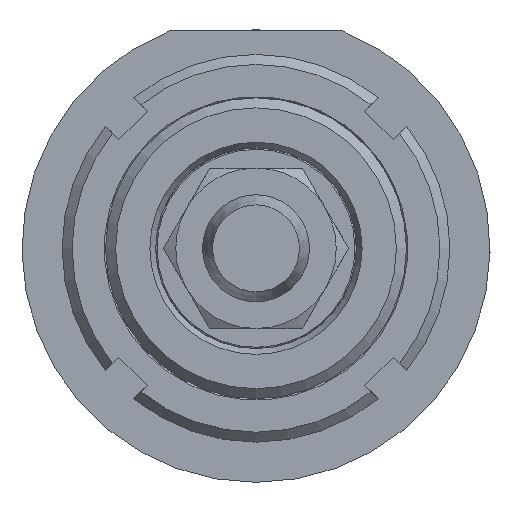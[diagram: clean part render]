
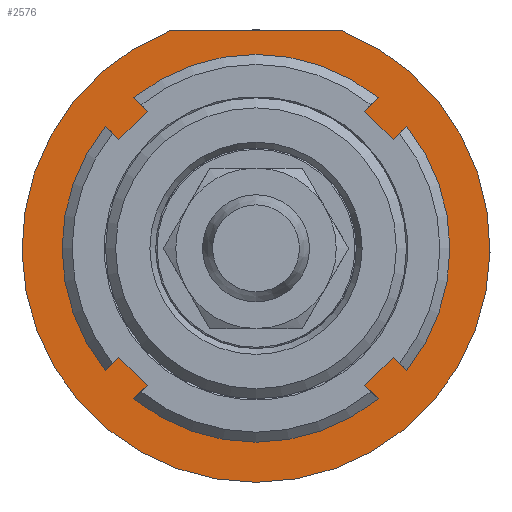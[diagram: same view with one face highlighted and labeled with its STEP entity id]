
A CAD part, front view. The second image highlights one B-rep face of the part: STEP entity #2576.
In plain terms, the highlighted planar face has unit normal (0, -1, 0).
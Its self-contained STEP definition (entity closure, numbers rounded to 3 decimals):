
#151=FACE_BOUND('',#757,.T.);
#371=CIRCLE('',#2971,22.5);
#372=CIRCLE('',#2973,35.);
#531=FACE_OUTER_BOUND('',#756,.T.);
#756=EDGE_LOOP('',(#1991,#1992));
#757=EDGE_LOOP('',(#1993));
#944=LINE('',#4394,#1066);
#1066=VECTOR('',#3549,10.);
#1242=VERTEX_POINT('',#4392);
#1243=VERTEX_POINT('',#4393);
#1249=VERTEX_POINT('',#4409);
#1513=EDGE_CURVE('',#1242,#1243,#944,.T.);
#1520=EDGE_CURVE('',#1249,#1249,#371,.T.);
#1521=EDGE_CURVE('',#1242,#1243,#372,.T.);
#1991=ORIENTED_EDGE('',*,*,#1513,.T.);
#1992=ORIENTED_EDGE('',*,*,#1521,.F.);
#1993=ORIENTED_EDGE('',*,*,#1520,.T.);
#2345=PLANE('',#2972);
#2576=ADVANCED_FACE('',(#531,#151),#2345,.T.);
#2971=AXIS2_PLACEMENT_3D('',#4410,#3564,#3565);
#2972=AXIS2_PLACEMENT_3D('',#4411,#3566,#3567);
#2973=AXIS2_PLACEMENT_3D('',#4412,#3568,#3569);
#3549=DIRECTION('',(-1.,0.,0.));
#3564=DIRECTION('center_axis',(0.,1.,0.));
#3565=DIRECTION('ref_axis',(1.,0.,0.));
#3566=DIRECTION('center_axis',(0.,-1.,0.));
#3567=DIRECTION('ref_axis',(1.,0.,0.));
#3568=DIRECTION('center_axis',(0.,1.,0.));
#3569=DIRECTION('ref_axis',(1.,0.,0.));
#4392=CARTESIAN_POINT('',(12.99,-81.7,32.5));
#4393=CARTESIAN_POINT('',(-12.99,-81.7,32.5));
#4394=CARTESIAN_POINT('',(-10.651,-81.7,32.5));
#4409=CARTESIAN_POINT('',(0.,-81.7,22.5));
#4410=CARTESIAN_POINT('Origin',(0.,-81.7,0.));
#4411=CARTESIAN_POINT('Origin',(0.,-81.7,35.));
#4412=CARTESIAN_POINT('Origin',(0.,-81.7,0.));
